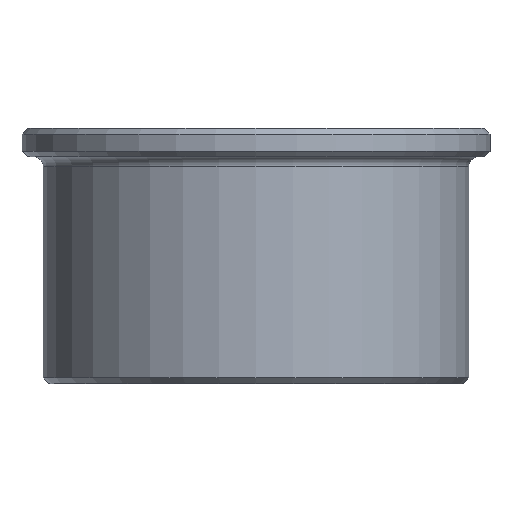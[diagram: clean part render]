
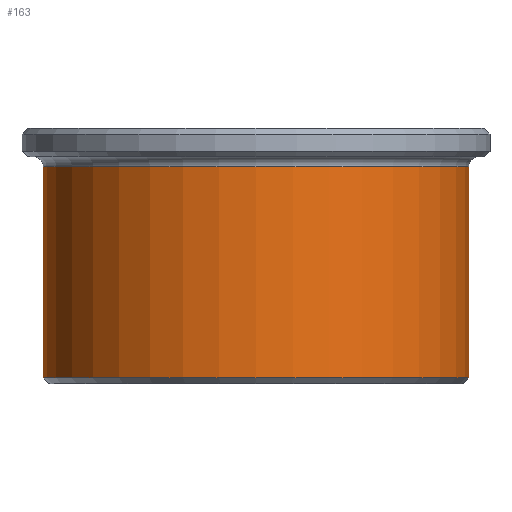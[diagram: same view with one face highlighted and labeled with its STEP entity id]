
A CAD part, front view. The second image highlights one B-rep face of the part: STEP entity #163.
In plain terms, the highlighted cylindrical face has radius 75 mm (diameter 150 mm), a full revolution.
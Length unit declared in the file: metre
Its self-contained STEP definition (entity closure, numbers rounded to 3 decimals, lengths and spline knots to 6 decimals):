
#163=ADVANCED_FACE('',(#199,#200),#201,.T.);
#199=FACE_OUTER_BOUND('',#4096,.T.);
#200=FACE_OUTER_BOUND('',#4097,.T.);
#201=CYLINDRICAL_SURFACE('',#4098,0.075);
#4096=EDGE_LOOP('',(#8024));
#4097=EDGE_LOOP('',(#8025));
#4098=AXIS2_PLACEMENT_3D('',#8026,#8027,#8028);
#8024=ORIENTED_EDGE('',*,*,#8077,.T.);
#8025=ORIENTED_EDGE('',*,*,#8078,.F.);
#8026=CARTESIAN_POINT('',(0.0,0.0,0.));
#8027=DIRECTION('',(0.0,0.,-1.0));
#8028=DIRECTION('',(0.0,1.0,0.));
#8077=EDGE_CURVE('',#8116,#8116,#8117,.T.);
#8078=EDGE_CURVE('',#8118,#8118,#8119,.T.);
#8116=VERTEX_POINT('',#8396);
#8117=CIRCLE('',#8397,0.075);
#8118=VERTEX_POINT('',#8398);
#8119=CIRCLE('',#8399,0.075);
#8396=CARTESIAN_POINT('',(0.0,0.075,0.0765));
#8397=AXIS2_PLACEMENT_3D('',#8443,#8444,#8445);
#8398=CARTESIAN_POINT('',(0.0,0.075,0.002));
#8399=AXIS2_PLACEMENT_3D('',#8446,#8447,#8448);
#8443=CARTESIAN_POINT('',(0.0,0.0,0.0765));
#8444=DIRECTION('',(0.0,0.,-1.0));
#8445=DIRECTION('',(0.0,1.0,0.));
#8446=CARTESIAN_POINT('',(0.0,0.0,0.002));
#8447=DIRECTION('',(0.0,0.,-1.0));
#8448=DIRECTION('',(0.0,1.0,0.));
